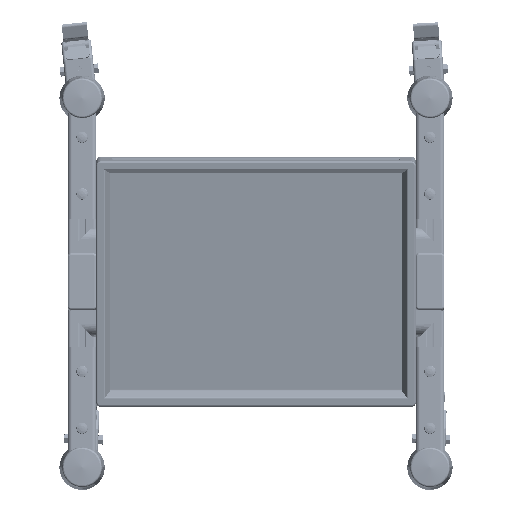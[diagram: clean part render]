
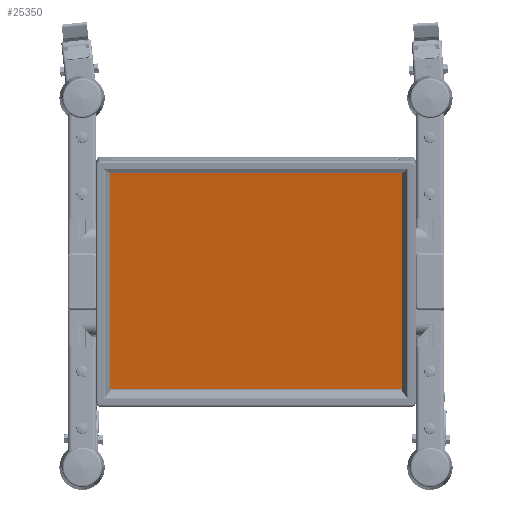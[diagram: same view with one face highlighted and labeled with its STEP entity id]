
A CAD part, top view. The second image highlights one B-rep face of the part: STEP entity #25350.
In plain terms, the highlighted face is planar.
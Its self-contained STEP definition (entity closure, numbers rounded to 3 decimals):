
#25350=ADVANCED_FACE('',(#32628),#32629,.T.);
#32628=FACE_OUTER_BOUND('',#42387,.T.);
#32629=PLANE('',#42388);
#42387=EDGE_LOOP('',(#52284,#52285,#52286,#52287));
#42388=AXIS2_PLACEMENT_3D('',#52288,#52289,#52290);
#52284=ORIENTED_EDGE('',*,*,#78478,.F.);
#52285=ORIENTED_EDGE('',*,*,#78481,.F.);
#52286=ORIENTED_EDGE('',*,*,#78473,.F.);
#52287=ORIENTED_EDGE('',*,*,#78469,.F.);
#52288=CARTESIAN_POINT('',(0.0,0.0,2.0));
#52289=DIRECTION('',(0.0,0.0,1.0));
#52290=DIRECTION('',(1.0,0.0,0.0));
#78469=EDGE_CURVE('',#89188,#89190,#89191,.T.);
#78473=EDGE_CURVE('',#89190,#89196,#89197,.T.);
#78478=EDGE_CURVE('',#89203,#89188,#89205,.T.);
#78481=EDGE_CURVE('',#89196,#89203,#89208,.T.);
#89188=VERTEX_POINT('',#105265);
#89190=VERTEX_POINT('',#105268);
#89191=LINE('',#105269,#105270);
#89196=VERTEX_POINT('',#105277);
#89197=LINE('',#105278,#105279);
#89203=VERTEX_POINT('',#105287);
#89205=LINE('',#105290,#105291);
#89208=LINE('',#105295,#105296);
#105265=CARTESIAN_POINT('',(-212.0,-162.0,2.0));
#105268=CARTESIAN_POINT('',(-212.0,162.0,2.0));
#105269=CARTESIAN_POINT('',(-212.0,0.0,2.0));
#105270=VECTOR('',#128559,1.0);
#105277=CARTESIAN_POINT('',(212.0,162.0,2.0));
#105278=CARTESIAN_POINT('',(0.0,162.0,2.0));
#105279=VECTOR('',#128562,1.0);
#105287=CARTESIAN_POINT('',(212.0,-162.0,2.0));
#105290=CARTESIAN_POINT('',(0.0,-162.0,2.0));
#105291=VECTOR('',#128566,1.0);
#105295=CARTESIAN_POINT('',(212.0,0.0,2.0));
#105296=VECTOR('',#128568,1.0);
#128559=DIRECTION('',(0.0,1.0,0.0));
#128562=DIRECTION('',(1.0,0.0,0.0));
#128566=DIRECTION('',(-1.0,0.0,0.0));
#128568=DIRECTION('',(0.0,-1.0,0.0));
